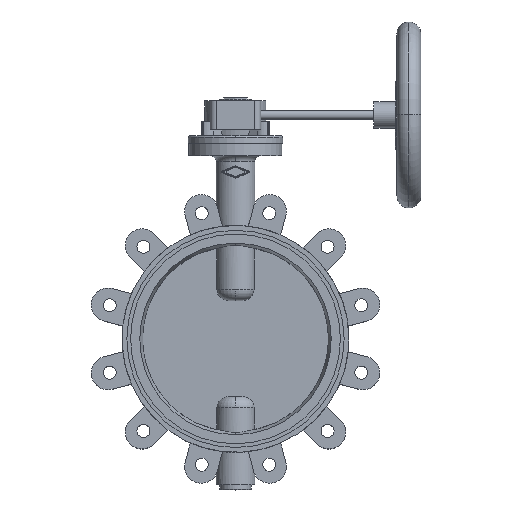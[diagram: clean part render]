
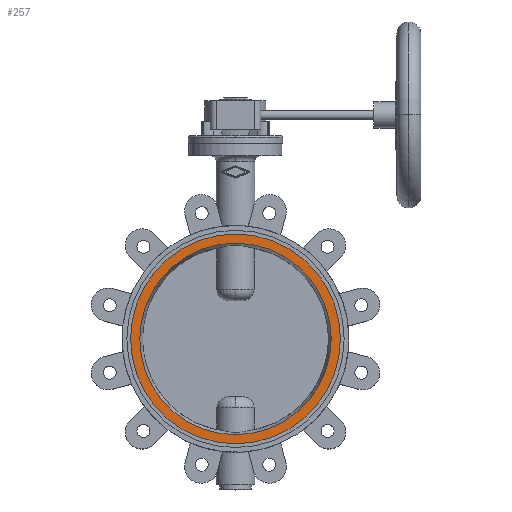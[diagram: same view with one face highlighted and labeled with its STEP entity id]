
A CAD part, top view. The second image highlights one B-rep face of the part: STEP entity #257.
In plain terms, the highlighted planar face has unit normal (0, 0, 1).
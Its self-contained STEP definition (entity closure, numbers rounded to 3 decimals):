
#257 = ADVANCED_FACE( '', ( #752, #753 ), #754, .T. );
#752 = FACE_BOUND( '', #1451, .T. );
#753 = FACE_OUTER_BOUND( '', #1452, .T. );
#754 = PLANE( '', #1453 );
#1451 = EDGE_LOOP( '', ( #2975, #2976 ) );
#1452 = EDGE_LOOP( '', ( #2977, #2978 ) );
#1453 = AXIS2_PLACEMENT_3D( '', #2979, #2980, #2981 );
#2975 = ORIENTED_EDGE( '', *, *, #4810, .F. );
#2976 = ORIENTED_EDGE( '', *, *, #4743, .F. );
#2977 = ORIENTED_EDGE( '', *, *, #5043, .T. );
#2978 = ORIENTED_EDGE( '', *, *, #4694, .T. );
#2979 = CARTESIAN_POINT( '', ( 0., 134.846, -1. ) );
#2980 = DIRECTION( '', ( 0., 0., 1. ) );
#2981 = DIRECTION( '', ( 0., 1., 0. ) );
#4694 = EDGE_CURVE( '', #5693, #5690, #5694, .T. );
#4743 = EDGE_CURVE( '', #5787, #5775, #5789, .T. );
#4810 = EDGE_CURVE( '', #5775, #5787, #5896, .T. );
#5043 = EDGE_CURVE( '', #5690, #5693, #6268, .T. );
#5690 = VERTEX_POINT( '', #7354 );
#5693 = VERTEX_POINT( '', #7358 );
#5694 = CIRCLE( '', #7359, 141. );
#5775 = VERTEX_POINT( '', #7589 );
#5787 = VERTEX_POINT( '', #7634 );
#5789 = CIRCLE( '', #7637, 128.692 );
#5896 = CIRCLE( '', #8480, 128.692 );
#6268 = CIRCLE( '', #9128, 141. );
#7354 = CARTESIAN_POINT( '', ( 0., 141., -1. ) );
#7358 = CARTESIAN_POINT( '', ( 0., -141., -1. ) );
#7359 = AXIS2_PLACEMENT_3D( '', #10813, #10814, #10815 );
#7589 = CARTESIAN_POINT( '', ( 0., 128.692, -1. ) );
#7634 = CARTESIAN_POINT( '', ( 0., -128.692, -1. ) );
#7637 = AXIS2_PLACEMENT_3D( '', #10905, #10906, #10907 );
#8480 = AXIS2_PLACEMENT_3D( '', #11010, #11011, #11012 );
#9128 = AXIS2_PLACEMENT_3D( '', #11416, #11417, #11418 );
#10813 = CARTESIAN_POINT( '', ( 0., 0., -1. ) );
#10814 = DIRECTION( '', ( 0., 0., 1. ) );
#10815 = DIRECTION( '', ( 0., 1., 0. ) );
#10905 = CARTESIAN_POINT( '', ( 0., 0., -1. ) );
#10906 = DIRECTION( '', ( 0., 0., 1. ) );
#10907 = DIRECTION( '', ( 0., 1., 0. ) );
#11010 = CARTESIAN_POINT( '', ( 0., 0., -1. ) );
#11011 = DIRECTION( '', ( 0., 0., 1. ) );
#11012 = DIRECTION( '', ( 0., 1., 0. ) );
#11416 = CARTESIAN_POINT( '', ( 0., 0., -1. ) );
#11417 = DIRECTION( '', ( 0., 0., 1. ) );
#11418 = DIRECTION( '', ( 0., 1., 0. ) );
